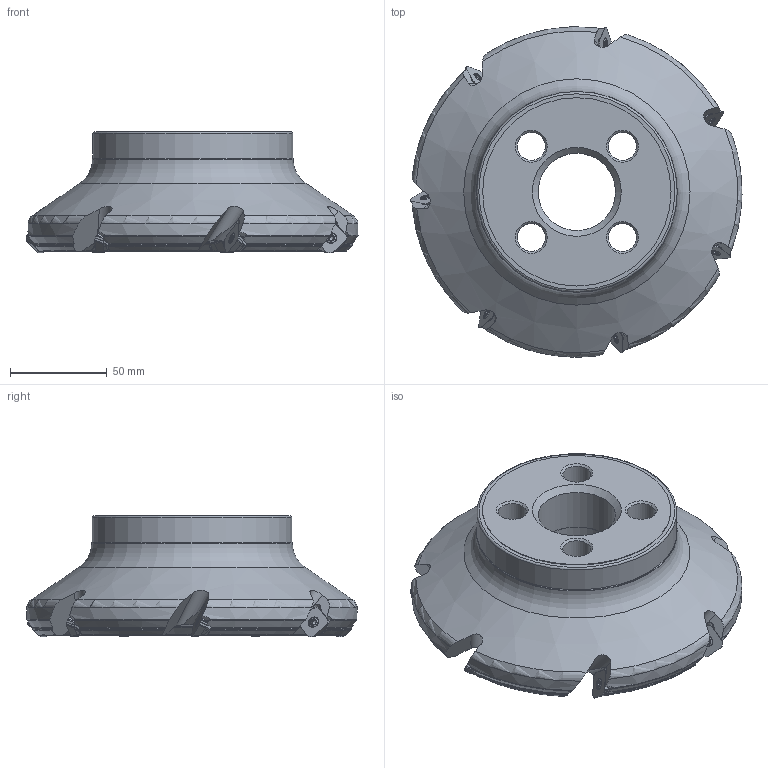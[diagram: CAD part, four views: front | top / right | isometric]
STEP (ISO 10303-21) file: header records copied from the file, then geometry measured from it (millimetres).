
FILE_DESCRIPTION(/* description */ (''),/* implementation_level */ '2;1');
FILE_NAME(/* name */ 'toolassembly_1.stp',/* time_stamp */ '2019-05-02T16:39:42+02:00',/* author */ (''),/* organization */ ('SMS'),/* preprocessor_version */ 'ST-DEVELOPER v15',/* originating_system */ 'SIEMENS PLM Software NX 8.5',/* authorisation */ '');
FILE_SCHEMA (('AUTOMOTIVE_DESIGN { 1 0 10303 214 3 1 1 1 }'));
Length unit declared in the file: millimetre
Products named in the file (4): CUT_20190502163855; NOCUT_20190502163811; ASSEMBLY_CONSTRUCTION; TOOLASSEMBLY_1
Assembly tree (9 placements, depth 2):
  TOOLASSEMBLY_1
    ASSEMBLY_CONSTRUCTION
    NOCUT_20190502163811
    CUT_20190502163855  x7
Bounding box: 171.84 x 170.99 x 63.01 mm (x, y, z)
Volume: 645526.9 mm3; surface area: 81838.1 mm2
Topology: 8 solids, 8 shells, 1027 faces, 3100 edges, 2140 vertices
Faces by surface type: plane 379, extrusion 259, cone 131, cylinder 125, torus 105, sphere 28
Full cylindrical faces by diameter (mm): 3.5 x7, 4.1 x7, 5.25 x7, 14.5 x4, 20 x4, 40.013 x1, 40.3 x1, 97.5 x1, 103.5 x1, 104 x1
Entity records: 31889 total; most frequent: CARTESIAN_POINT 12523, ORIENTED_EDGE 4162, DIRECTION 3709, EDGE_CURVE 2081, AXIS2_PLACEMENT_3D 1491, VERTEX_POINT 1412, EDGE_LOOP 894, ADVANCED_FACE 781
